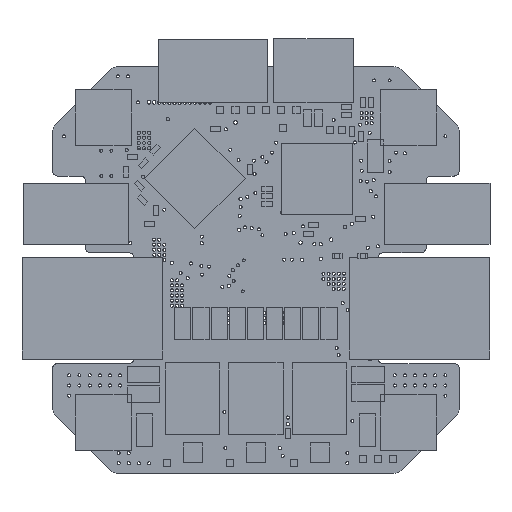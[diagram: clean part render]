
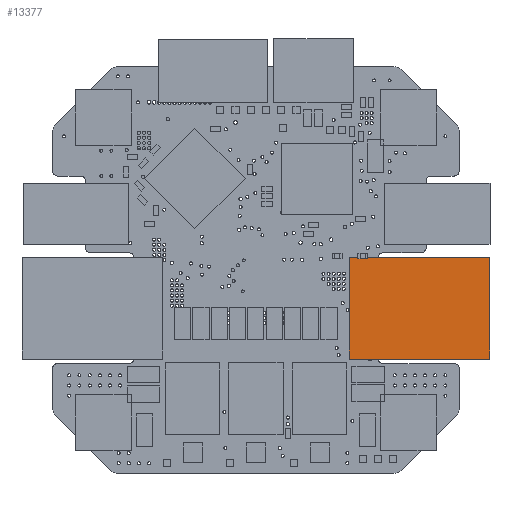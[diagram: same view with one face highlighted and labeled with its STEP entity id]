
A CAD part, top view. The second image highlights one B-rep face of the part: STEP entity #13377.
In plain terms, the highlighted planar face has unit normal (0, 0, 1).
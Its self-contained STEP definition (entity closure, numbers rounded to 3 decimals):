
#1339=PLANE('',#15083);
#1924=FACE_OUTER_BOUND('',#3251,.T.);
#3251=EDGE_LOOP('',(#11426,#11427,#11428,#11429));
#4006=LINE('',#22143,#4873);
#4009=LINE('',#22149,#4876);
#4012=LINE('',#22155,#4879);
#4015=LINE('',#22159,#4882);
#4873=VECTOR('',#18506,10.);
#4876=VECTOR('',#18511,10.);
#4879=VECTOR('',#18516,10.);
#4882=VECTOR('',#18521,10.);
#6833=VERTEX_POINT('',#22140);
#6834=VERTEX_POINT('',#22142);
#6836=VERTEX_POINT('',#22148);
#6838=VERTEX_POINT('',#22154);
#8382=EDGE_CURVE('',#6834,#6833,#4006,.T.);
#8385=EDGE_CURVE('',#6836,#6834,#4009,.T.);
#8388=EDGE_CURVE('',#6838,#6836,#4012,.T.);
#8391=EDGE_CURVE('',#6833,#6838,#4015,.T.);
#11426=ORIENTED_EDGE('',*,*,#8391,.T.);
#11427=ORIENTED_EDGE('',*,*,#8388,.T.);
#11428=ORIENTED_EDGE('',*,*,#8385,.T.);
#11429=ORIENTED_EDGE('',*,*,#8382,.T.);
#13377=ADVANCED_FACE('',(#1924),#1339,.T.);
#15083=AXIS2_PLACEMENT_3D('',#22160,#18522,#18523);
#18506=DIRECTION('',(-1.,0.,0.));
#18511=DIRECTION('',(0.,1.,0.));
#18516=DIRECTION('',(1.,0.,0.));
#18521=DIRECTION('',(0.,-1.,0.));
#18522=DIRECTION('center_axis',(0.,0.,1.));
#18523=DIRECTION('ref_axis',(1.,0.,0.));
#22140=CARTESIAN_POINT('',(-1.,5.,0.1));
#22142=CARTESIAN_POINT('',(12.8,5.,0.1));
#22143=CARTESIAN_POINT('',(12.8,5.,0.1));
#22148=CARTESIAN_POINT('',(12.8,-5.,0.1));
#22149=CARTESIAN_POINT('',(12.8,-5.,0.1));
#22154=CARTESIAN_POINT('',(-1.,-5.,0.1));
#22155=CARTESIAN_POINT('',(-1.,-5.,0.1));
#22159=CARTESIAN_POINT('',(-1.,5.,0.1));
#22160=CARTESIAN_POINT('Origin',(5.9,0.,0.1));
